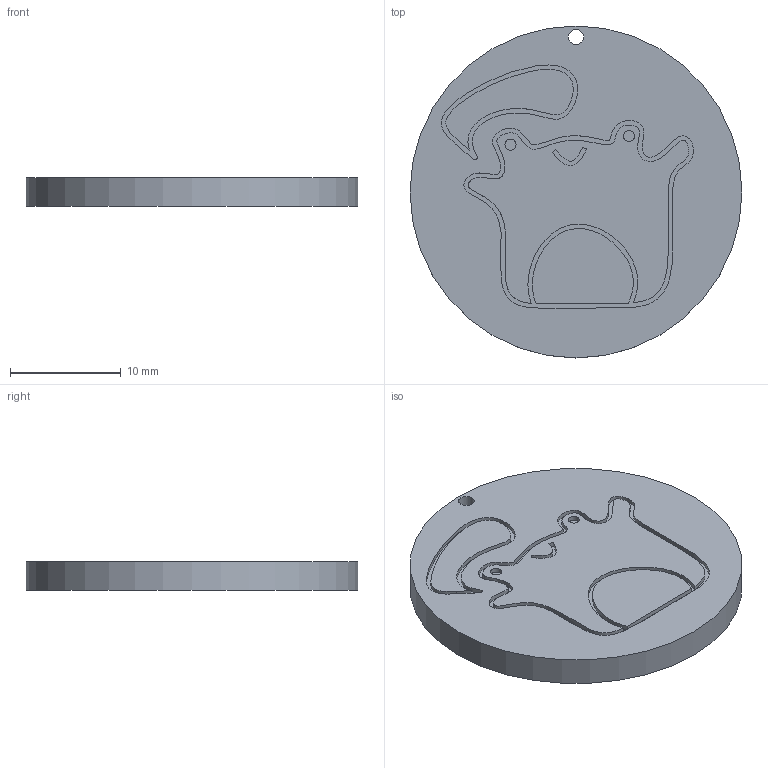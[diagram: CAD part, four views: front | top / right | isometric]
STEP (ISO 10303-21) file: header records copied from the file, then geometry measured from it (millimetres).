
FILE_DESCRIPTION(/* description */ ('','CAx-IF Rec.Pracs.---Representation and Presentation of Product Manufacturing Information (PMI)---4.0---2014-10-13'),/* implementation_level */ '2;1');
FILE_NAME(/* name */ 'frogsaysnfctag.step',/* time_stamp */ '2025-01-27T23:12:05+08:00',/* author */ (''),/* organization */ (''),/* preprocessor_version */ 'ST-DEVELOPER v20',/* originating_system */ 'Autodesk Translation Framework v13.20.0.188',/* authorisation */ '');
FILE_SCHEMA (('AP242_MANAGED_MODEL_BASED_3D_ENGINEERING_MIM_LF { 1 0 10303 442 1 1 4 }'));
Length unit declared in the file: millimetre
Products named in the file (2): hackclub nfctag; Component2
Assembly tree (1 placements, depth 2):
  hackclub nfctag
    Component2
Bounding box: 30 x 30 x 2.6 mm (x, y, z)
Volume: 1823.6 mm3; surface area: 3860.1 mm2
Topology: 2 solids, 3 shells, 32 faces, 55 edges, 37 vertices
Faces by surface type: plane 16, bspline 10, cylinder 6
Full cylindrical faces by diameter (mm): 1 x2, 1.4 x1, 25.4 x2, 30 x1
Entity records: 2437 total; most frequent: CARTESIAN_POINT 1827, ORIENTED_EDGE 110, DIRECTION 94, EDGE_CURVE 55, EDGE_LOOP 42, VERTEX_POINT 37, AXIS2_PLACEMENT_3D 37, FACE_OUTER_BOUND 32
